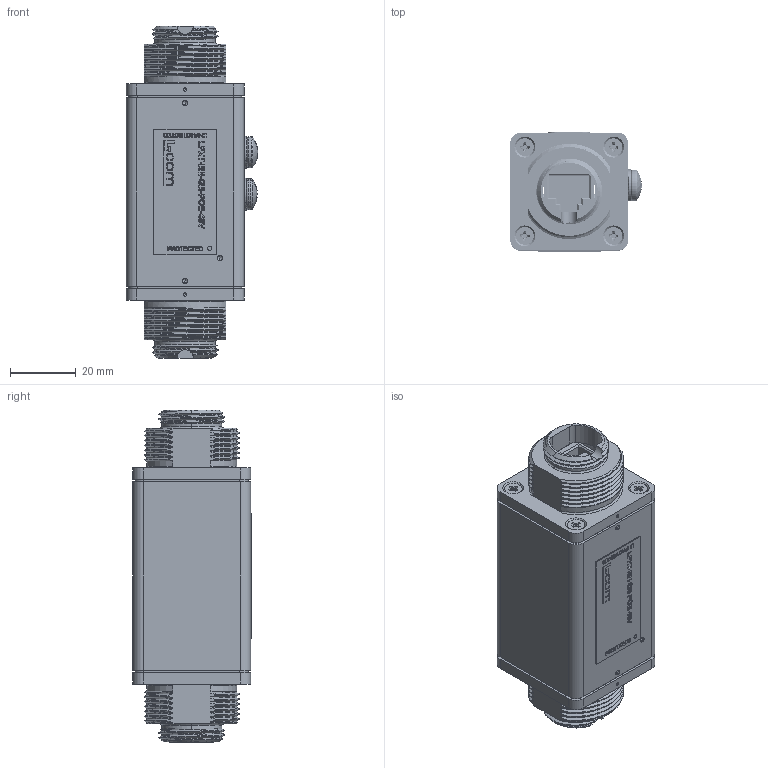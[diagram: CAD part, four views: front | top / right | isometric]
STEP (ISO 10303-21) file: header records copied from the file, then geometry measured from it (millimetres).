
FILE_DESCRIPTION (( 'STEP AP214' ), '1' );
FILE_NAME ('LPXT-BH-GB-POE-48V_3D.step', '2024-08-23T14:58:38', ( '' ), ( '' ), 'SwSTEP 2.0', 'SolidWorks 2022', '' );
FILE_SCHEMA (( 'AUTOMOTIVE_DESIGN' ));
Length unit declared in the file: inch
Products named in the file (19): 2250-963; 2500-286; 8050-684^LPXT-BH-GB-POE-48V; 2105-120; 2003-3263; 3320-1478; LPXT-BH-GB-POE-48V_3D; 6010-0102; 3300-116-5; 2001-348; 2102-310_95345A090; 2102-356_96562A106; 2200-544; 2003-1052; 3001-0040; 2102-355_93082A120; 2001-313_RAW EXTRUSION; 4100-1390
Assembly tree (37 placements, depth 4):
  8050-684^LPXT-BH-GB-POE-48V
  LPXT-BH-GB-POE-48V_3D
    2001-313_RAW EXTRUSION
    2250-963
      2200-544
      3001-0040  x4
      2500-286
      2500-286
      3320-1478
        3300-116-5
        2105-120
      6010-0102  x8
    2102-356_96562A106
    4100-1390  x2
    2001-348  x2
    2102-355_93082A120  x8
    2003-3263
    2102-310_95345A090  x2
    2003-1052
Bounding box: 39.95 x 36.15 x 100.91 mm (x, y, z)
Volume: 43669.5 mm3; surface area: 47264.4 mm2
Topology: 49 solids, 51 shells, 4062 faces, 10905 edges, 7159 vertices
Faces by surface type: plane 1702, cylinder 1183, bspline 874, cone 241, torus 56, sphere 6
Entity records: 169608 total; most frequent: CARTESIAN_POINT 81154, ORIENTED_EDGE 14553, DIRECTION 10541, EDGE_CURVE 7283, VERTEX_POINT 4806, VECTOR 4663, LINE 4663, EDGE_LOOP 3059
